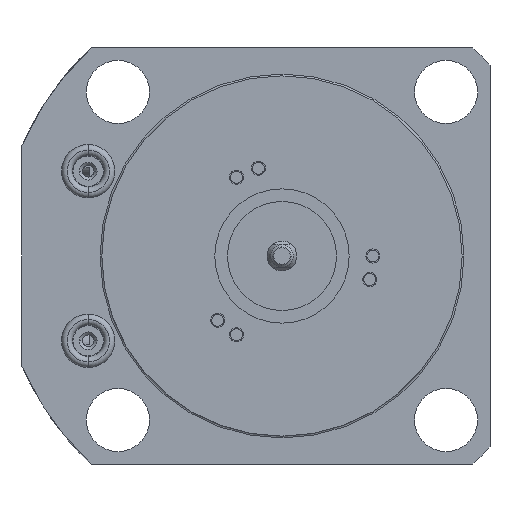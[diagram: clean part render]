
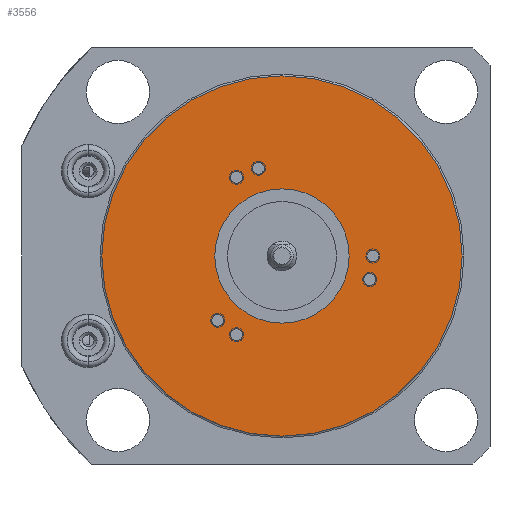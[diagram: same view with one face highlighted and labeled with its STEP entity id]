
A CAD part, front view. The second image highlights one B-rep face of the part: STEP entity #3556.
In plain terms, the highlighted planar face has unit normal (0, -1, 0).
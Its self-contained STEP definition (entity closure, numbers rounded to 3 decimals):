
#1153=CARTESIAN_POINT('',(0.,0.,0.));
#1154=DIRECTION('',(0.,-1.,0.));
#1155=DIRECTION('',(0.,0.,1.));
#1156=AXIS2_PLACEMENT_3D('',#1153,#1154,#1155);
#1158=CARTESIAN_POINT('',(0.,0.,0.));
#1159=DIRECTION('',(0.,-1.,0.));
#1160=DIRECTION('',(0.,0.,-1.));
#1161=AXIS2_PLACEMENT_3D('',#1158,#1159,#1160);
#1173=CARTESIAN_POINT('',(19.431,0.,0.));
#1174=DIRECTION('',(0.,-1.,0.));
#1175=DIRECTION('',(0.,0.,1.));
#1176=AXIS2_PLACEMENT_3D('',#1173,#1174,#1175);
#1178=CARTESIAN_POINT('',(19.431,0.,0.));
#1179=DIRECTION('',(0.,-1.,0.));
#1180=DIRECTION('',(0.,0.,-1.));
#1181=AXIS2_PLACEMENT_3D('',#1178,#1179,#1180);
#1183=CARTESIAN_POINT('',(18.769,0.,-5.029));
#1184=DIRECTION('',(0.,-1.,0.));
#1185=DIRECTION('',(0.,0.,1.));
#1186=AXIS2_PLACEMENT_3D('',#1183,#1184,#1185);
#1188=CARTESIAN_POINT('',(18.769,0.,-5.029));
#1189=DIRECTION('',(0.,-1.,0.));
#1190=DIRECTION('',(0.,0.,-1.));
#1191=AXIS2_PLACEMENT_3D('',#1188,#1189,#1190);
#1193=CARTESIAN_POINT('',(-9.716,0.,16.828));
#1194=DIRECTION('',(0.,-1.,0.));
#1195=DIRECTION('',(0.,0.,1.));
#1196=AXIS2_PLACEMENT_3D('',#1193,#1194,#1195);
#1198=CARTESIAN_POINT('',(-9.716,0.,16.828));
#1199=DIRECTION('',(0.,-1.,0.));
#1200=DIRECTION('',(0.,0.,-1.));
#1201=AXIS2_PLACEMENT_3D('',#1198,#1199,#1200);
#1203=CARTESIAN_POINT('',(-5.029,0.,18.769));
#1204=DIRECTION('',(0.,-1.,0.));
#1205=DIRECTION('',(0.,0.,1.));
#1206=AXIS2_PLACEMENT_3D('',#1203,#1204,#1205);
#1208=CARTESIAN_POINT('',(-5.029,0.,18.769));
#1209=DIRECTION('',(0.,-1.,0.));
#1210=DIRECTION('',(0.,0.,-1.));
#1211=AXIS2_PLACEMENT_3D('',#1208,#1209,#1210);
#1213=CARTESIAN_POINT('',(-9.716,0.,-16.828));
#1214=DIRECTION('',(0.,-1.,0.));
#1215=DIRECTION('',(0.,0.,1.));
#1216=AXIS2_PLACEMENT_3D('',#1213,#1214,#1215);
#1218=CARTESIAN_POINT('',(-9.716,0.,-16.828));
#1219=DIRECTION('',(0.,-1.,0.));
#1220=DIRECTION('',(0.,0.,-1.));
#1221=AXIS2_PLACEMENT_3D('',#1218,#1219,#1220);
#1223=CARTESIAN_POINT('',(-13.74,0.,-13.74));
#1224=DIRECTION('',(0.,-1.,0.));
#1225=DIRECTION('',(0.,0.,1.));
#1226=AXIS2_PLACEMENT_3D('',#1223,#1224,#1225);
#1228=CARTESIAN_POINT('',(-13.74,0.,-13.74));
#1229=DIRECTION('',(0.,-1.,0.));
#1230=DIRECTION('',(0.,0.,-1.));
#1231=AXIS2_PLACEMENT_3D('',#1228,#1229,#1230);
#1243=CARTESIAN_POINT('',(0.,0.,0.));
#1244=DIRECTION('',(0.,1.,0.));
#1245=DIRECTION('',(0.,0.,1.));
#1246=AXIS2_PLACEMENT_3D('',#1243,#1244,#1245);
#1248=CARTESIAN_POINT('',(0.,0.,0.));
#1249=DIRECTION('',(0.,1.,0.));
#1250=DIRECTION('',(0.,0.,-1.));
#1251=AXIS2_PLACEMENT_3D('',#1248,#1249,#1250);
#1804=CARTESIAN_POINT('',(0.,0.,38.494));
#1805=CARTESIAN_POINT('',(0.,0.,-38.494));
#1806=VERTEX_POINT('',#1804);
#1807=VERTEX_POINT('',#1805);
#2172=CARTESIAN_POINT('',(19.431,0.,1.27));
#2173=CARTESIAN_POINT('',(19.431,0.,-1.27));
#2174=VERTEX_POINT('',#2172);
#2175=VERTEX_POINT('',#2173);
#2176=CARTESIAN_POINT('',(18.769,0.,-3.759));
#2177=CARTESIAN_POINT('',(18.769,0.,-6.299));
#2178=VERTEX_POINT('',#2176);
#2179=VERTEX_POINT('',#2177);
#2180=CARTESIAN_POINT('',(-9.716,0.,18.098));
#2181=CARTESIAN_POINT('',(-9.716,0.,15.558));
#2182=VERTEX_POINT('',#2180);
#2183=VERTEX_POINT('',#2181);
#2184=CARTESIAN_POINT('',(-5.029,0.,20.039));
#2185=CARTESIAN_POINT('',(-5.029,0.,17.499));
#2186=VERTEX_POINT('',#2184);
#2187=VERTEX_POINT('',#2185);
#2188=CARTESIAN_POINT('',(-9.716,0.,-15.558));
#2189=CARTESIAN_POINT('',(-9.716,0.,-18.098));
#2190=VERTEX_POINT('',#2188);
#2191=VERTEX_POINT('',#2189);
#2192=CARTESIAN_POINT('',(-13.74,0.,-12.47));
#2193=CARTESIAN_POINT('',(-13.74,0.,-15.01));
#2194=VERTEX_POINT('',#2192);
#2195=VERTEX_POINT('',#2193);
#2208=CARTESIAN_POINT('',(0.,0.,14.351));
#2209=CARTESIAN_POINT('',(0.,0.,-14.351));
#2210=VERTEX_POINT('',#2208);
#2211=VERTEX_POINT('',#2209);
#3505=CARTESIAN_POINT('',(0.,0.,0.));
#3506=DIRECTION('',(0.,1.,0.));
#3507=DIRECTION('',(0.,0.,1.));
#3508=AXIS2_PLACEMENT_3D('',#3505,#3506,#3507);
#3509=PLANE('',#3508);
#3510=ORIENTED_EDGE('',*,*,#3485,.F.);
#3511=ORIENTED_EDGE('',*,*,#3499,.F.);
#3512=EDGE_LOOP('',(#3510,#3511));
#3513=FACE_OUTER_BOUND('',#3512,.F.);
#3515=ORIENTED_EDGE('',*,*,#3514,.T.);
#3517=ORIENTED_EDGE('',*,*,#3516,.T.);
#3518=EDGE_LOOP('',(#3515,#3517));
#3519=FACE_BOUND('',#3518,.F.);
#3521=ORIENTED_EDGE('',*,*,#3520,.T.);
#3523=ORIENTED_EDGE('',*,*,#3522,.T.);
#3524=EDGE_LOOP('',(#3521,#3523));
#3525=FACE_BOUND('',#3524,.F.);
#3527=ORIENTED_EDGE('',*,*,#3526,.T.);
#3529=ORIENTED_EDGE('',*,*,#3528,.T.);
#3530=EDGE_LOOP('',(#3527,#3529));
#3531=FACE_BOUND('',#3530,.F.);
#3533=ORIENTED_EDGE('',*,*,#3532,.T.);
#3535=ORIENTED_EDGE('',*,*,#3534,.T.);
#3536=EDGE_LOOP('',(#3533,#3535));
#3537=FACE_BOUND('',#3536,.F.);
#3539=ORIENTED_EDGE('',*,*,#3538,.T.);
#3541=ORIENTED_EDGE('',*,*,#3540,.T.);
#3542=EDGE_LOOP('',(#3539,#3541));
#3543=FACE_BOUND('',#3542,.F.);
#3545=ORIENTED_EDGE('',*,*,#3544,.T.);
#3547=ORIENTED_EDGE('',*,*,#3546,.T.);
#3548=EDGE_LOOP('',(#3545,#3547));
#3549=FACE_BOUND('',#3548,.F.);
#3551=ORIENTED_EDGE('',*,*,#3550,.F.);
#3553=ORIENTED_EDGE('',*,*,#3552,.F.);
#3554=EDGE_LOOP('',(#3551,#3553));
#3555=FACE_BOUND('',#3554,.F.);
#1157=CIRCLE('',#1156,38.494);
#1162=CIRCLE('',#1161,38.494);
#1177=CIRCLE('',#1176,1.27);
#1182=CIRCLE('',#1181,1.27);
#1187=CIRCLE('',#1186,1.27);
#1192=CIRCLE('',#1191,1.27);
#1197=CIRCLE('',#1196,1.27);
#1202=CIRCLE('',#1201,1.27);
#1207=CIRCLE('',#1206,1.27);
#1212=CIRCLE('',#1211,1.27);
#1217=CIRCLE('',#1216,1.27);
#1222=CIRCLE('',#1221,1.27);
#1227=CIRCLE('',#1226,1.27);
#1232=CIRCLE('',#1231,1.27);
#1247=CIRCLE('',#1246,14.351);
#1252=CIRCLE('',#1251,14.351);
#3485=EDGE_CURVE('',#1806,#1807,#1157,.T.);
#3499=EDGE_CURVE('',#1807,#1806,#1162,.T.);
#3514=EDGE_CURVE('',#2174,#2175,#1177,.T.);
#3516=EDGE_CURVE('',#2175,#2174,#1182,.T.);
#3520=EDGE_CURVE('',#2178,#2179,#1187,.T.);
#3522=EDGE_CURVE('',#2179,#2178,#1192,.T.);
#3526=EDGE_CURVE('',#2182,#2183,#1197,.T.);
#3528=EDGE_CURVE('',#2183,#2182,#1202,.T.);
#3532=EDGE_CURVE('',#2186,#2187,#1207,.T.);
#3534=EDGE_CURVE('',#2187,#2186,#1212,.T.);
#3538=EDGE_CURVE('',#2190,#2191,#1217,.T.);
#3540=EDGE_CURVE('',#2191,#2190,#1222,.T.);
#3544=EDGE_CURVE('',#2194,#2195,#1227,.T.);
#3546=EDGE_CURVE('',#2195,#2194,#1232,.T.);
#3550=EDGE_CURVE('',#2210,#2211,#1247,.T.);
#3552=EDGE_CURVE('',#2211,#2210,#1252,.T.);
#3556=ADVANCED_FACE('',(#3513,#3519,#3525,#3531,#3537,#3543,#3549,#3555),#3509,
.F.);
